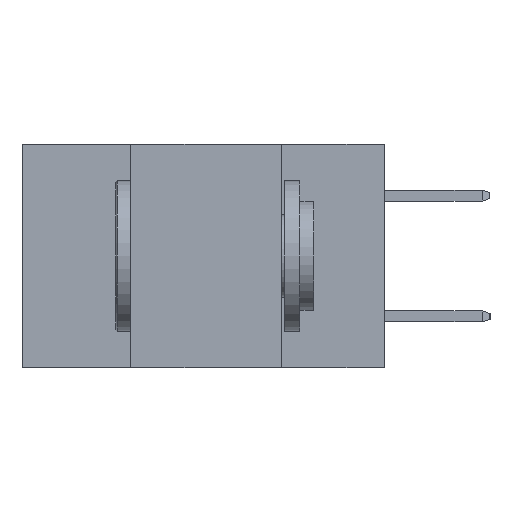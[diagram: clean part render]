
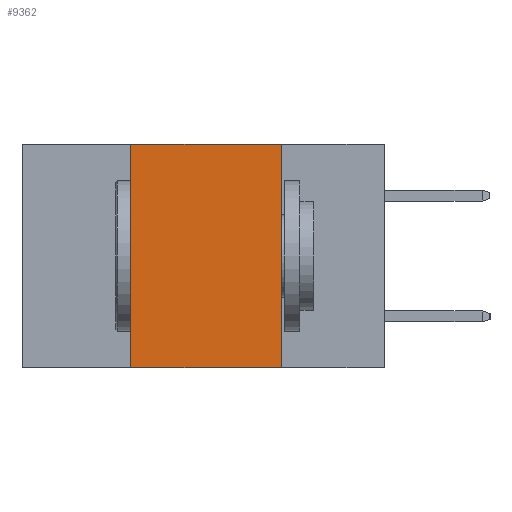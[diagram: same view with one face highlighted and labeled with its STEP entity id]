
A CAD part, left-side view. The second image highlights one B-rep face of the part: STEP entity #9362.
In plain terms, the highlighted planar face has unit normal (-1, 0, 0).
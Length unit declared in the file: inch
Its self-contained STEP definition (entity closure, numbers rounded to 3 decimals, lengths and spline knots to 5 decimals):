
#157 = VERTEX_POINT ( 'NONE', #165 ) ;
#165 = CARTESIAN_POINT ( 'NONE',  ( 0., 0.42, 0. ) ) ;
#531 = EDGE_CURVE ( 'NONE', #157, #10124, #11600, .T. ) ;
#863 = EDGE_LOOP ( 'NONE', ( #3527, #4800, #13133, #3026 ) ) ;
#1562 = DIRECTION ( 'NONE',  ( 0., -1., 0. ) ) ;
#2212 = EDGE_CURVE ( 'NONE', #13944, #157, #8758, .T. ) ;
#3026 = ORIENTED_EDGE ( 'NONE', *, *, #3932, .T. ) ;
#3428 = CARTESIAN_POINT ( 'NONE',  ( 0., 0.42, -0.37 ) ) ;
#3527 = ORIENTED_EDGE ( 'NONE', *, *, #4280, .F. ) ;
#3932 = EDGE_CURVE ( 'NONE', #13944, #9090, #12643, .T. ) ;
#4280 = EDGE_CURVE ( 'NONE', #10124, #9090, #11319, .T. ) ;
#4800 = ORIENTED_EDGE ( 'NONE', *, *, #531, .F. ) ;
#5780 = CARTESIAN_POINT ( 'NONE',  ( 0., 0.6, 0. ) ) ;
#6242 = VECTOR ( 'NONE', #10800, 39.37008 ) ;
#7194 = CARTESIAN_POINT ( 'NONE',  ( 0., 0.17, 0. ) ) ;
#7472 = AXIS2_PLACEMENT_3D ( 'NONE', #13935, #13931, #13881 ) ;
#7485 = CARTESIAN_POINT ( 'NONE',  ( 0., 0.42, -0.37 ) ) ;
#7722 = DIRECTION ( 'NONE',  ( 0., 0., -1. ) ) ;
#7833 = CARTESIAN_POINT ( 'NONE',  ( 0., 0.17, -0.37 ) ) ;
#8121 = VECTOR ( 'NONE', #7722, 39.37008 ) ;
#8758 = LINE ( 'NONE', #3428, #11569 ) ;
#9090 = VERTEX_POINT ( 'NONE', #15295 ) ;
#9362 = ADVANCED_FACE ( 'NONE', ( #10676 ), #12510, .F. ) ;
#10124 = VERTEX_POINT ( 'NONE', #7194 ) ;
#10342 = DIRECTION ( 'NONE',  ( 0., 0., 1. ) ) ;
#10676 = FACE_OUTER_BOUND ( 'NONE', #863, .T. ) ;
#10800 = DIRECTION ( 'NONE',  ( 0., -1., 0. ) ) ;
#10983 = CARTESIAN_POINT ( 'NONE',  ( 0., 0.6, -0.37 ) ) ;
#11319 = LINE ( 'NONE', #7833, #8121 ) ;
#11569 = VECTOR ( 'NONE', #10342, 39.37008 ) ;
#11600 = LINE ( 'NONE', #5780, #11983 ) ;
#11983 = VECTOR ( 'NONE', #1562, 39.37008 ) ;
#12510 = PLANE ( 'NONE',  #7472 ) ;
#12643 = LINE ( 'NONE', #10983, #6242 ) ;
#13133 = ORIENTED_EDGE ( 'NONE', *, *, #2212, .F. ) ;
#13881 = DIRECTION ( 'NONE',  ( 0., 0., -1. ) ) ;
#13931 = DIRECTION ( 'NONE',  ( 1., 0., 0. ) ) ;
#13935 = CARTESIAN_POINT ( 'NONE',  ( 0., 0.6, 0. ) ) ;
#13944 = VERTEX_POINT ( 'NONE', #7485 ) ;
#15295 = CARTESIAN_POINT ( 'NONE',  ( 0., 0.17, -0.37 ) ) ;
